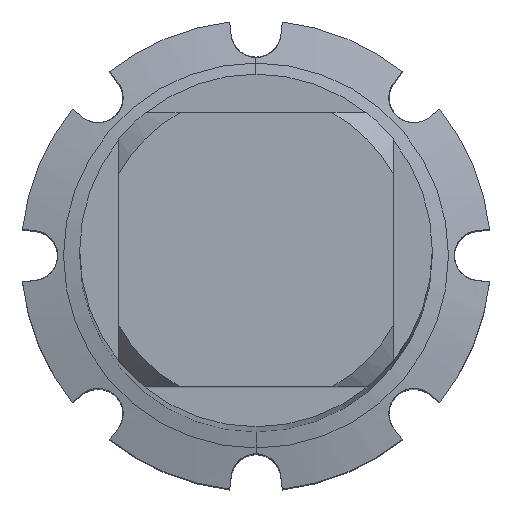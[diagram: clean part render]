
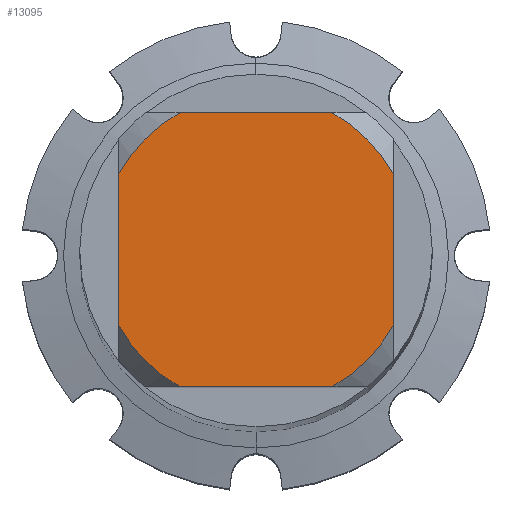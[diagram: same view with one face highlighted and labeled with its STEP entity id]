
A CAD part, top view. The second image highlights one B-rep face of the part: STEP entity #13095.
In plain terms, the highlighted planar face has unit normal (0, 0, 1).
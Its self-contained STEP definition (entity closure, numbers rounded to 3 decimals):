
#5617=EDGE_CURVE('',#5715,#10457,#15436,.T.);
#5683=EDGE_CURVE('',#5715,#12269,#15507,.T.);
#5697=VERTEX_POINT('',#15521);
#5715=VERTEX_POINT('',#15541);
#7111=EDGE_CURVE('',#14341,#14455,#17038,.T.);
#7451=VERTEX_POINT('',#17416);
#8019=EDGE_CURVE('',#14341,#12269,#18028,.T.);
#8695=EDGE_CURVE('',#5697,#7451,#18760,.T.);
#9663=VERTEX_POINT('',#19811);
#10151=EDGE_CURVE('',#5697,#14455,#20337,.T.);
#10457=VERTEX_POINT('',#20670);
#12259=EDGE_CURVE('',#9663,#10457,#22624,.T.);
#12269=VERTEX_POINT('',#22636);
#12945=EDGE_CURVE('',#9663,#7451,#23379,.T.);
#13095=ADVANCED_FACE('',(#23537),#23538,.T.);
#14341=VERTEX_POINT('',#24896);
#14455=VERTEX_POINT('',#25022);
#15436=CIRCLE('',#26633,4.0);
#15507=LINE('',#26738,#26739);
#15521=CARTESIAN_POINT('',(-1.936,-3.5,0.0));
#15541=CARTESIAN_POINT('',(1.936,3.5,0.0));
#17038=LINE('',#29550,#29551);
#17416=CARTESIAN_POINT('',(1.936,-3.5,0.0));
#18028=CIRCLE('',#31388,4.0);
#18760=LINE('',#32670,#32671);
#19811=CARTESIAN_POINT('',(3.5,-1.936,0.0));
#20337=CIRCLE('',#35440,4.0);
#20670=CARTESIAN_POINT('',(3.5,1.936,0.0));
#22624=LINE('',#39405,#39406);
#22636=CARTESIAN_POINT('',(-1.936,3.5,0.0));
#23379=CIRCLE('',#40752,4.0);
#23537=FACE_OUTER_BOUND('',#41056,.T.);
#23538=PLANE('',#41057);
#24896=CARTESIAN_POINT('',(-3.5,1.936,0.0));
#25022=CARTESIAN_POINT('',(-3.5,-1.936,0.0));
#26633=AXIS2_PLACEMENT_3D('',#45035,#45036,#45037);
#26738=CARTESIAN_POINT('',(0.0,3.5,0.0));
#26739=VECTOR('',#45101,1.0);
#29550=CARTESIAN_POINT('',(-3.5,1.0,0.0));
#29551=VECTOR('',#46568,1.0);
#31388=AXIS2_PLACEMENT_3D('',#47545,#47546,#47547);
#32670=CARTESIAN_POINT('',(0.0,-3.5,0.0));
#32671=VECTOR('',#48515,1.0);
#35440=AXIS2_PLACEMENT_3D('',#50132,#50133,#50134);
#39405=CARTESIAN_POINT('',(3.5,1.0,0.0));
#39406=VECTOR('',#52475,1.0);
#40752=AXIS2_PLACEMENT_3D('',#53298,#53299,#53300);
#41056=EDGE_LOOP('',(#53425,#53426,#53427,#53428,#53429,#53430,#53431,#53432));
#41057=AXIS2_PLACEMENT_3D('',#53433,#53434,#53435);
#45035=CARTESIAN_POINT('',(0.0,0.0,0.0));
#45036=DIRECTION('',(0.0,0.0,-1.0));
#45037=DIRECTION('',(0.0,1.0,0.0));
#45101=DIRECTION('',(-1.0,0.0,0.0));
#46568=DIRECTION('',(-0.0,-1.0,0.0));
#47545=CARTESIAN_POINT('',(0.0,0.0,0.0));
#47546=DIRECTION('',(0.0,0.0,-1.0));
#47547=DIRECTION('',(0.0,1.0,0.0));
#48515=DIRECTION('',(1.0,0.0,0.0));
#50132=CARTESIAN_POINT('',(0.0,0.0,0.0));
#50133=DIRECTION('',(0.0,0.0,-1.0));
#50134=DIRECTION('',(0.0,1.0,0.0));
#52475=DIRECTION('',(-0.0,1.0,0.0));
#53298=CARTESIAN_POINT('',(0.0,0.0,0.0));
#53299=DIRECTION('',(0.0,0.0,-1.0));
#53300=DIRECTION('',(0.0,1.0,0.0));
#53425=ORIENTED_EDGE('',*,*,#7111,.T.);
#53426=ORIENTED_EDGE('',*,*,#10151,.F.);
#53427=ORIENTED_EDGE('',*,*,#8695,.T.);
#53428=ORIENTED_EDGE('',*,*,#12945,.F.);
#53429=ORIENTED_EDGE('',*,*,#12259,.T.);
#53430=ORIENTED_EDGE('',*,*,#5617,.F.);
#53431=ORIENTED_EDGE('',*,*,#5683,.T.);
#53432=ORIENTED_EDGE('',*,*,#8019,.F.);
#53433=CARTESIAN_POINT('',(0.0,2.0,0.0));
#53434=DIRECTION('',(-0.0,0.0,1.0));
#53435=DIRECTION('',(0.0,-1.0,0.0));
